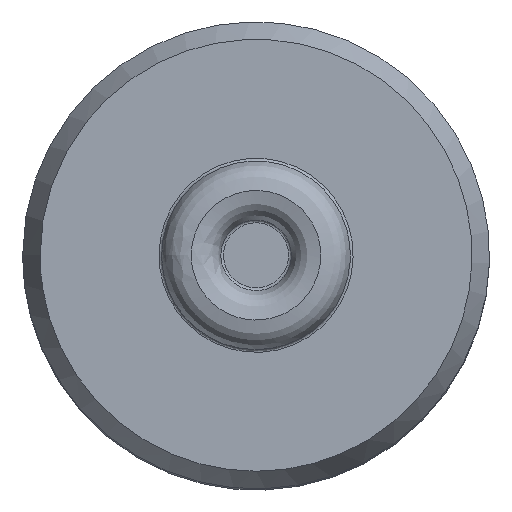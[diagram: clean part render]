
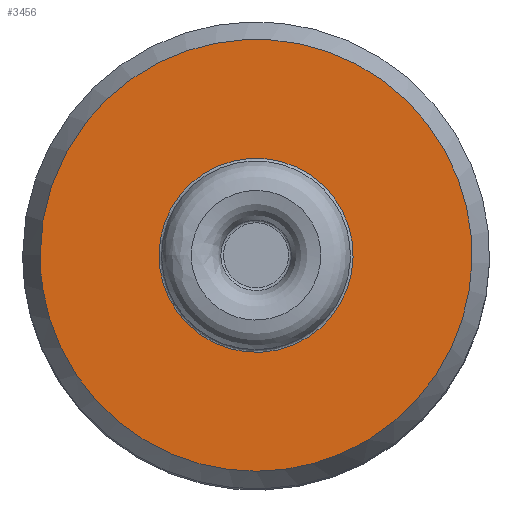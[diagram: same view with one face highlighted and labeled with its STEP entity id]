
A CAD part, top view. The second image highlights one B-rep face of the part: STEP entity #3456.
In plain terms, the highlighted free-form (B-spline) face has degree [1, 1] with [2, 2] control points.
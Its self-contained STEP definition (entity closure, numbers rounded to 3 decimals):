
#3298 = CARTESIAN_POINT ('', (-8., 0., 48.3));
#3299 = VERTEX_POINT ('', #3298);
#3305 = CARTESIAN_POINT ('', (-8., 0., 48.3));
#3306 = CARTESIAN_POINT ('', (-8., 8., 48.3));
#3307 = CARTESIAN_POINT ('', (0., 8., 48.3));
#3308 = CARTESIAN_POINT ('', (8., 8., 48.3));
#3309 = CARTESIAN_POINT ('', (8., 0., 48.3));
#3310 = CARTESIAN_POINT ('', (8., -8., 48.3));
#3311 = CARTESIAN_POINT ('', (0., -8., 48.3));
#3312 = CARTESIAN_POINT ('', (-8., -8., 48.3));
#3313 = CARTESIAN_POINT ('', (-8., 0., 48.3));
#3314 = (
   BOUNDED_CURVE ()
   B_SPLINE_CURVE (2, (#3305, #3306, #3307, #3308, #3309, #3310, #3311, #3312, #3313), .UNSPECIFIED., .T., .U.)
   B_SPLINE_CURVE_WITH_KNOTS ((3, 2, 2, 2, 3), (0., 0.25, 0.5, 0.75, 1.), .UNSPECIFIED.)
   CURVE ()
   GEOMETRIC_REPRESENTATION_ITEM ()
   RATIONAL_B_SPLINE_CURVE ((1., 0.707, 1., 0.707, 1., 0.707, 1., 0.707, 1.))
   REPRESENTATION_ITEM ('')
);
#3315 = EDGE_CURVE ('', #3299, #3299, #3314, .T.);
#3341 = ORIENTED_EDGE ('', *, *, #3315, .F.);
#3342 = EDGE_LOOP ('', (#3341));
#3343 = FACE_OUTER_BOUND ('', #3342, .T.);
#3344 = CARTESIAN_POINT ('', (-3.596, 0., 48.3));
#3345 = VERTEX_POINT ('', #3344);
#3346 = CARTESIAN_POINT ('', (-3.596, 0., 48.3));
#3347 = CARTESIAN_POINT ('', (-3.596, 0.285, 48.3));
#3348 = CARTESIAN_POINT ('', (-3.561, 0.578, 48.3));
#3349 = CARTESIAN_POINT ('', (-3.493, 0.854, 48.3));
#3350 = CARTESIAN_POINT ('', (-3.425, 1.131, 48.3));
#3351 = CARTESIAN_POINT ('', (-3.321, 1.407, 48.3));
#3352 = CARTESIAN_POINT ('', (-3.19, 1.66, 48.3));
#3353 = CARTESIAN_POINT ('', (-3.058, 1.912, 48.3));
#3354 = CARTESIAN_POINT ('', (-2.892, 2.156, 48.3));
#3355 = CARTESIAN_POINT ('', (-2.704, 2.37, 48.3));
#3356 = CARTESIAN_POINT ('', (-2.517, 2.584, 48.3));
#3357 = CARTESIAN_POINT ('', (-2.297, 2.781, 48.3));
#3358 = CARTESIAN_POINT ('', (-2.064, 2.945, 48.3));
#3359 = CARTESIAN_POINT ('', (-1.831, 3.108, 48.3));
#3360 = CARTESIAN_POINT ('', (-1.57, 3.247, 48.3));
#3361 = CARTESIAN_POINT ('', (-1.305, 3.351, 48.3));
#3362 = CARTESIAN_POINT ('', (-1.04, 3.454, 48.3));
#3363 = CARTESIAN_POINT ('', (-0.754, 3.527, 48.3));
#3364 = CARTESIAN_POINT ('', (-0.472, 3.565, 48.3));
#3365 = CARTESIAN_POINT ('', (-0.346, 3.581, 48.3));
#3366 = CARTESIAN_POINT ('', (-0.219, 3.591, 48.3));
#3367 = CARTESIAN_POINT ('', (-0.093, 3.595, 48.3));
#3368 = CARTESIAN_POINT ('', (-0.008, 3.597, 48.3));
#3369 = CARTESIAN_POINT ('', (0.076, 3.596, 48.3));
#3370 = CARTESIAN_POINT ('', (0.161, 3.592, 48.3));
#3371 = CARTESIAN_POINT ('', (0.303, 3.586, 48.3));
#3372 = CARTESIAN_POINT ('', (0.449, 3.571, 48.3));
#3373 = CARTESIAN_POINT ('', (0.589, 3.547, 48.3));
#3374 = CARTESIAN_POINT ('', (0.73, 3.524, 48.3));
#3375 = CARTESIAN_POINT ('', (0.873, 3.491, 48.3));
#3376 = CARTESIAN_POINT ('', (1.009, 3.451, 48.3));
#3377 = CARTESIAN_POINT ('', (1.283, 3.371, 48.3));
#3378 = CARTESIAN_POINT ('', (1.554, 3.255, 48.3));
#3379 = CARTESIAN_POINT ('', (1.801, 3.113, 48.3));
#3380 = CARTESIAN_POINT ('', (2.047, 2.97, 48.3));
#3381 = CARTESIAN_POINT ('', (2.283, 2.793, 48.3));
#3382 = CARTESIAN_POINT ('', (2.488, 2.596, 48.3));
#3383 = CARTESIAN_POINT ('', (2.694, 2.399, 48.3));
#3384 = CARTESIAN_POINT ('', (2.881, 2.17, 48.3));
#3385 = CARTESIAN_POINT ('', (3.034, 1.93, 48.3));
#3386 = CARTESIAN_POINT ('', (3.187, 1.69, 48.3));
#3387 = CARTESIAN_POINT ('', (3.314, 1.424, 48.3));
#3388 = CARTESIAN_POINT ('', (3.406, 1.154, 48.3));
#3389 = CARTESIAN_POINT ('', (3.497, 0.884, 48.3));
#3390 = CARTESIAN_POINT ('', (3.558, 0.596, 48.3));
#3391 = CARTESIAN_POINT ('', (3.582, 0.312, 48.3));
#3392 = CARTESIAN_POINT ('', (3.593, 0.186, 48.3));
#3393 = CARTESIAN_POINT ('', (3.598, 0.058, 48.3));
#3394 = CARTESIAN_POINT ('', (3.595, -0.068, 48.3));
#3395 = CARTESIAN_POINT ('', (3.59, -0.353, 48.3));
#3396 = CARTESIAN_POINT ('', (3.549, -0.645, 48.3));
#3397 = CARTESIAN_POINT ('', (3.476, -0.92, 48.3));
#3398 = CARTESIAN_POINT ('', (3.403, -1.196, 48.3));
#3399 = CARTESIAN_POINT ('', (3.294, -1.47, 48.3));
#3400 = CARTESIAN_POINT ('', (3.158, -1.72, 48.3));
#3401 = CARTESIAN_POINT ('', (3.022, -1.97, 48.3));
#3402 = CARTESIAN_POINT ('', (2.851, -2.21, 48.3));
#3403 = CARTESIAN_POINT ('', (2.659, -2.421, 48.3));
#3404 = CARTESIAN_POINT ('', (2.467, -2.631, 48.3));
#3405 = CARTESIAN_POINT ('', (2.244, -2.824, 48.3));
#3406 = CARTESIAN_POINT ('', (2.008, -2.983, 48.3));
#3407 = CARTESIAN_POINT ('', (1.771, -3.142, 48.3));
#3408 = CARTESIAN_POINT ('', (1.509, -3.276, 48.3));
#3409 = CARTESIAN_POINT ('', (1.241, -3.375, 48.3));
#3410 = CARTESIAN_POINT ('', (0.974, -3.473, 48.3));
#3411 = CARTESIAN_POINT ('', (0.687, -3.541, 48.3));
#3412 = CARTESIAN_POINT ('', (0.404, -3.573, 48.3));
#3413 = CARTESIAN_POINT ('', (0.278, -3.587, 48.3));
#3414 = CARTESIAN_POINT ('', (0.151, -3.595, 48.3));
#3415 = CARTESIAN_POINT ('', (0.025, -3.596, 48.3));
#3416 = CARTESIAN_POINT ('', (-0.102, -3.597, 48.3));
#3417 = CARTESIAN_POINT ('', (-0.229, -3.591, 48.3));
#3418 = CARTESIAN_POINT ('', (-0.355, -3.578, 48.3));
#3419 = CARTESIAN_POINT ('', (-0.639, -3.55, 48.3));
#3420 = CARTESIAN_POINT ('', (-0.927, -3.486, 48.3));
#3421 = CARTESIAN_POINT ('', (-1.195, -3.391, 48.3));
#3422 = CARTESIAN_POINT ('', (-1.464, -3.297, 48.3));
#3423 = CARTESIAN_POINT ('', (-1.728, -3.166, 48.3));
#3424 = CARTESIAN_POINT ('', (-1.967, -3.01, 48.3));
#3425 = CARTESIAN_POINT ('', (-2.205, -2.855, 48.3));
#3426 = CARTESIAN_POINT ('', (-2.431, -2.665, 48.3));
#3427 = CARTESIAN_POINT ('', (-2.626, -2.457, 48.3));
#3428 = CARTESIAN_POINT ('', (-2.82, -2.249, 48.3));
#3429 = CARTESIAN_POINT ('', (-2.994, -2.011, 48.3));
#3430 = CARTESIAN_POINT ('', (-3.134, -1.763, 48.3));
#3431 = CARTESIAN_POINT ('', (-3.274, -1.515, 48.3));
#3432 = CARTESIAN_POINT ('', (-3.387, -1.242, 48.3));
#3433 = CARTESIAN_POINT ('', (-3.463, -0.968, 48.3));
#3434 = CARTESIAN_POINT ('', (-3.501, -0.831, 48.3));
#3435 = CARTESIAN_POINT ('', (-3.532, -0.687, 48.3));
#3436 = CARTESIAN_POINT ('', (-3.554, -0.546, 48.3));
#3437 = CARTESIAN_POINT ('', (-3.565, -0.476, 48.3));
#3438 = CARTESIAN_POINT ('', (-3.574, -0.403, 48.3));
#3439 = CARTESIAN_POINT ('', (-3.58, -0.332, 48.3));
#3440 = CARTESIAN_POINT ('', (-3.587, -0.262, 48.3));
#3441 = CARTESIAN_POINT ('', (-3.592, -0.188, 48.3));
#3442 = CARTESIAN_POINT ('', (-3.594, -0.117, 48.3));
#3443 = CARTESIAN_POINT ('', (-3.595, -0.078, 48.3));
#3444 = CARTESIAN_POINT ('', (-3.596, -0.039, 48.3));
#3445 = CARTESIAN_POINT ('', (-3.596, 0., 48.3));
#3446 = B_SPLINE_CURVE_WITH_KNOTS ('', 3, (#3346, #3347, #3348, #3349, #3350, #3351, #3352, #3353, #3354, #3355, #3356, #3357, #3358, #3359, #3360, #3361, #3362, #3363, #3364, #3365, #3366, #3367, #3368, #3369, #3370, #3371, #3372, #3373, #3374, #3375, #3376, #3377, #3378, #3379, #3380, #3381, #3382, #3383, #3384, #3385, #3386, #3387, #3388, #3389, #3390, #3391, #3392, #3393, #3394, #3395, #3396, #3397, #3398, #3399, #3400, #3401, #3402, #3403, #3404, #3405, #3406, #3407, #3408, #3409, #3410, #3411, #3412, #3413, #3414, #3415, #3416, #3417, #3418, #3419, #3420, #3421, #3422, #3423, #3424, #3425, #3426, #3427, #3428, #3429, #3430, #3431, #3432, #3433, #3434, #3435, #3436, #3437, #3438, #3439, #3440, #3441, #3442, #3443, #3444, #3445), .UNSPECIFIED., .T., .U., (4, 3, 3, 3, 3, 3, 3, 3, 3, 3, 3, 3, 3, 3, 3, 3, 3, 3, 3, 3, 3, 3, 3, 3, 3, 3, 3, 3, 3, 3, 3, 3, 3, 4), (0., 0.854, 1.709, 2.563, 3.417, 4.271, 5.126, 5.505, 5.759, 6.186, 6.613, 7.467, 8.321, 9.176, 10.03, 10.884, 11.264, 12.118, 12.973, 13.827, 14.681, 15.536, 16.39, 16.77, 17.149, 18.004, 18.858, 19.712, 20.566, 21.421, 21.848, 22.061, 22.275, 22.392), .UNSPECIFIED.);
#3447 = EDGE_CURVE ('', #3345, #3345, #3446, .T.);
#3448 = ORIENTED_EDGE ('', *, *, #3447, .T.);
#3449 = EDGE_LOOP ('', (#3448));
#3450 = FACE_BOUND ('', #3449, .T.);
#3451 = CARTESIAN_POINT ('', (8.8, -8.8, 48.3));
#3452 = CARTESIAN_POINT ('', (-8.8, -8.8, 48.3));
#3453 = CARTESIAN_POINT ('', (8.8, 8.8, 48.3));
#3454 = CARTESIAN_POINT ('', (-8.8, 8.8, 48.3));
#3455 = B_SPLINE_SURFACE_WITH_KNOTS ('', 1, 1, ((#3451, #3452), (#3453, #3454)), .UNSPECIFIED., .F., .F., .U., (2, 2), (2, 2), (0., 1.), (0., 1.), .UNSPECIFIED.);
#3456 = ADVANCED_FACE ('', (#3343, #3450), #3455, .T.);
